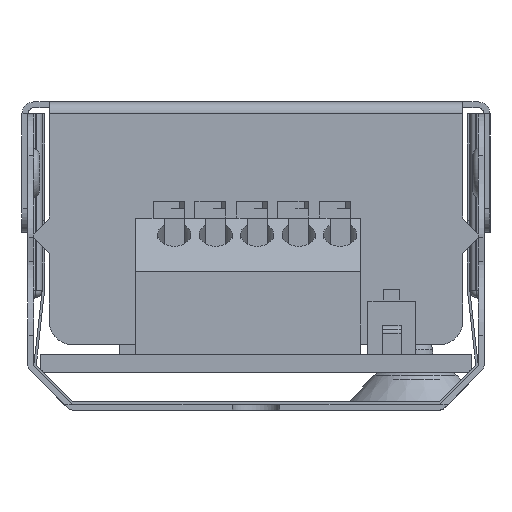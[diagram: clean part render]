
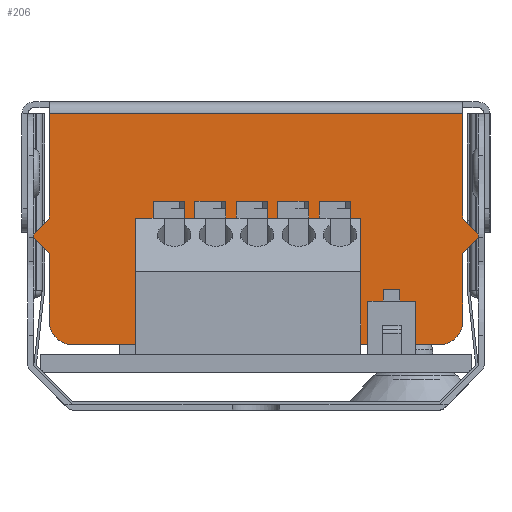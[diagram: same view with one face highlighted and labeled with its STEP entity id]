
A CAD part, left-side view. The second image highlights one B-rep face of the part: STEP entity #206.
In plain terms, the highlighted planar face has unit normal (-1, 0, 0).
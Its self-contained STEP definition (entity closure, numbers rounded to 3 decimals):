
#206=ADVANCED_FACE('',(#1884),#1886,.T.);
#1884=FACE_BOUND('',#1885,.T.);
#1885=EDGE_LOOP('',(#4901,#4902,#4903,#4904,#4905,#4906,#4907,#4908,#4909,#4910,
#4911,#4912,#4913,#4914));
#1886=PLANE('',#1887);
#1887=AXIS2_PLACEMENT_3D('',#1888,#1889,#1890);
#1888=CARTESIAN_POINT('',(-72.5,-17.45,5.5));
#1889=DIRECTION('',(-1.,0.,0.));
#1890=DIRECTION('',(0.,0.,1.));
#4901=ORIENTED_EDGE('',*,*,#6929,.F.);
#4902=ORIENTED_EDGE('',*,*,#6930,.F.);
#4903=ORIENTED_EDGE('',*,*,#6931,.F.);
#4904=ORIENTED_EDGE('',*,*,#6932,.T.);
#4905=ORIENTED_EDGE('',*,*,#6933,.T.);
#4906=ORIENTED_EDGE('',*,*,#6729,.T.);
#4907=ORIENTED_EDGE('',*,*,#6934,.T.);
#4908=ORIENTED_EDGE('',*,*,#6935,.T.);
#4909=ORIENTED_EDGE('',*,*,#6936,.T.);
#4910=ORIENTED_EDGE('',*,*,#6937,.F.);
#4911=ORIENTED_EDGE('',*,*,#6938,.T.);
#4912=ORIENTED_EDGE('',*,*,#6652,.T.);
#4913=ORIENTED_EDGE('',*,*,#6928,.T.);
#4914=ORIENTED_EDGE('',*,*,#6939,.F.);
#6652=EDGE_CURVE('',#8059,#8057,#8060,.T.);
#6729=EDGE_CURVE('',#8198,#8196,#8199,.T.);
#6928=EDGE_CURVE('',#8057,#8512,#8514,.T.);
#6929=EDGE_CURVE('',#8515,#8516,#8517,.F.);
#6930=EDGE_CURVE('',#8518,#8515,#8519,.T.);
#6931=EDGE_CURVE('',#8520,#8518,#8521,.F.);
#6932=EDGE_CURVE('',#8520,#8522,#8523,.T.);
#6933=EDGE_CURVE('',#8522,#8198,#8524,.T.);
#6934=EDGE_CURVE('',#8196,#8525,#8526,.T.);
#6935=EDGE_CURVE('',#8525,#8527,#8528,.T.);
#6936=EDGE_CURVE('',#8527,#8529,#8530,.T.);
#6937=EDGE_CURVE('',#8531,#8529,#8532,.T.);
#6938=EDGE_CURVE('',#8531,#8059,#8533,.T.);
#6939=EDGE_CURVE('',#8516,#8512,#8534,.T.);
#8057=VERTEX_POINT('',#10901);
#8059=VERTEX_POINT('',#10905);
#8060=LINE('',#10906,#10907);
#8196=VERTEX_POINT('',#11220);
#8198=VERTEX_POINT('',#11224);
#8199=LINE('',#11225,#11226);
#8512=VERTEX_POINT('',#12061);
#8514=LINE('',#12065,#12066);
#8515=VERTEX_POINT('',#12068);
#8516=VERTEX_POINT('',#12069);
#8517=CIRCLE('',#12070,2.);
#8518=VERTEX_POINT('',#12074);
#8519=LINE('',#12075,#12076);
#8520=VERTEX_POINT('',#12078);
#8521=CIRCLE('',#12079,2.);
#8522=VERTEX_POINT('',#12083);
#8523=LINE('',#12084,#12085);
#8524=LINE('',#12087,#12088);
#8525=VERTEX_POINT('',#12090);
#8526=LINE('',#12091,#12092);
#8527=VERTEX_POINT('',#12094);
#8528=LINE('',#12095,#12096);
#8529=VERTEX_POINT('',#12098);
#8530=LINE('',#12099,#12100);
#8531=VERTEX_POINT('',#12102);
#8532=LINE('',#12103,#12104);
#8533=LINE('',#12106,#12107);
#8534=LINE('',#12109,#12110);
#10901=CARTESIAN_POINT('',(-72.5,18.75,14.6));
#10905=CARTESIAN_POINT('',(-72.5,18.75,14.814));
#10906=CARTESIAN_POINT('',(-72.5,18.75,14.814));
#10907=VECTOR('',#10908,1.);
#10908=DIRECTION('',(0.,0.,-1.));
#11220=CARTESIAN_POINT('',(-72.5,-18.75,14.814));
#11224=CARTESIAN_POINT('',(-72.5,-18.75,14.6));
#11225=CARTESIAN_POINT('',(-72.5,-18.75,14.6));
#11226=VECTOR('',#11227,1.);
#11227=DIRECTION('',(0.,0.,1.));
#12061=CARTESIAN_POINT('',(-72.5,17.45,13.207));
#12065=CARTESIAN_POINT('',(-72.5,18.75,14.6));
#12066=VECTOR('',#12067,1.);
#12067=DIRECTION('',(0.,-0.682,-0.731));
#12068=CARTESIAN_POINT('',(-72.5,15.45,5.5));
#12069=CARTESIAN_POINT('',(-72.5,17.45,7.5));
#12070=AXIS2_PLACEMENT_3D('',#12071,#12072,#12073);
#12071=CARTESIAN_POINT('',(-72.5,15.45,7.5));
#12072=DIRECTION('',(-1.,0.,0.));
#12073=DIRECTION('',(0.,1.,0.));
#12074=CARTESIAN_POINT('',(-72.5,-15.45,5.5));
#12075=CARTESIAN_POINT('',(-72.5,-15.45,5.5));
#12076=VECTOR('',#12077,1.);
#12077=DIRECTION('',(0.,1.,0.));
#12078=CARTESIAN_POINT('',(-72.5,-17.45,7.5));
#12079=AXIS2_PLACEMENT_3D('',#12080,#12081,#12082);
#12080=CARTESIAN_POINT('',(-72.5,-15.45,7.5));
#12081=DIRECTION('',(-1.,0.,0.));
#12082=DIRECTION('',(0.,0.,-1.));
#12083=CARTESIAN_POINT('',(-72.5,-17.45,13.207));
#12084=CARTESIAN_POINT('',(-72.5,-17.45,7.5));
#12085=VECTOR('',#12086,1.);
#12086=DIRECTION('',(0.,0.,1.));
#12087=CARTESIAN_POINT('',(-72.5,-17.45,13.207));
#12088=VECTOR('',#12089,1.);
#12089=DIRECTION('',(0.,-0.682,0.731));
#12090=CARTESIAN_POINT('',(-72.5,-17.45,16.207));
#12091=CARTESIAN_POINT('',(-72.5,-18.75,14.814));
#12092=VECTOR('',#12093,1.);
#12093=DIRECTION('',(0.,0.682,0.731));
#12094=CARTESIAN_POINT('',(-72.5,-17.45,25.));
#12095=CARTESIAN_POINT('',(-72.5,-17.45,16.207));
#12096=VECTOR('',#12097,1.);
#12097=DIRECTION('',(0.,0.,1.));
#12098=CARTESIAN_POINT('',(-72.5,17.45,25.));
#12099=CARTESIAN_POINT('',(-72.5,-17.45,25.));
#12100=VECTOR('',#12101,1.);
#12101=DIRECTION('',(0.,1.,0.));
#12102=CARTESIAN_POINT('',(-72.5,17.45,16.207));
#12103=CARTESIAN_POINT('',(-72.5,17.45,16.207));
#12104=VECTOR('',#12105,1.);
#12105=DIRECTION('',(0.,0.,1.));
#12106=CARTESIAN_POINT('',(-72.5,17.45,16.207));
#12107=VECTOR('',#12108,1.);
#12108=DIRECTION('',(0.,0.682,-0.731));
#12109=CARTESIAN_POINT('',(-72.5,17.45,7.5));
#12110=VECTOR('',#12111,1.);
#12111=DIRECTION('',(0.,0.,1.));
